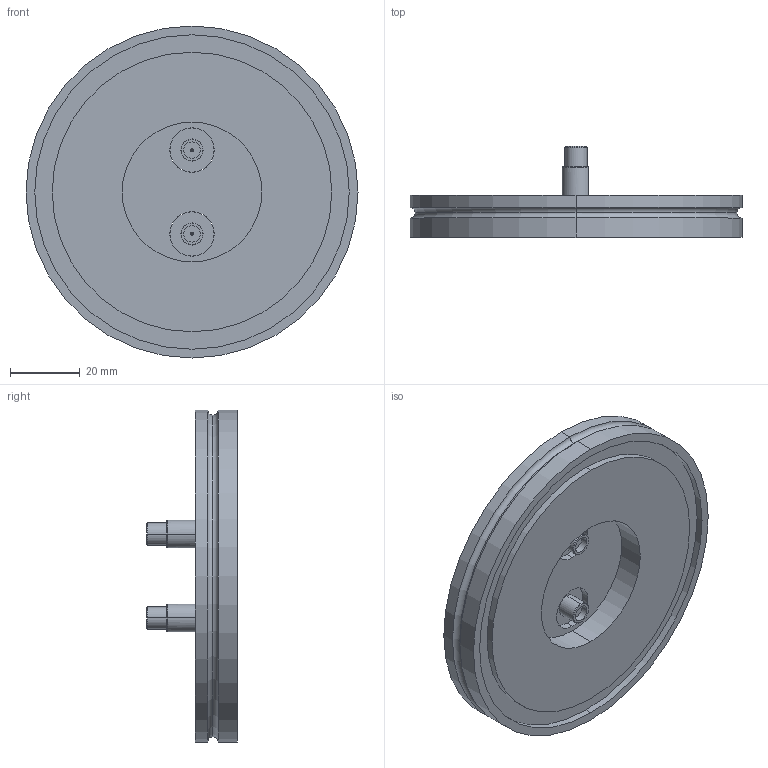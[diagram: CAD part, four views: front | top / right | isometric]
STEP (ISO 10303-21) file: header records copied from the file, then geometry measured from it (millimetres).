
FILE_DESCRIPTION (( 'STEP AP214' ), '1' );
FILE_NAME ('242-SMAD18G-ISO63-2.STEP', '2021-02-02T11:38:50', ( '' ), ( '' ), 'SwSTEP 2.0', 'SolidWorks 2017', '' );
FILE_SCHEMA (( 'AUTOMOTIVE_DESIGN' ));
Length unit declared in the file: millimetre
Products named in the file (3): 242-SMAD18G-W; 242-SMAD18G-ISO63-2; 9242-SMAD18G_2-ISO63_DN063 ISO-K
Assembly tree (3 placements, depth 2):
  242-SMAD18G-ISO63-2
    9242-SMAD18G_2-ISO63_DN063 ISO-K
    242-SMAD18G-W  x2
Bounding box: 95 x 26 x 95 mm (x, y, z)
Volume: 67591.1 mm3; surface area: 23719.1 mm2
Topology: 5 solids, 5 shells, 113 faces, 234 edges, 152 vertices
Faces by surface type: cylinder 62, plane 35, cone 12, torus 4
Entity records: 2066 total; most frequent: DIRECTION 395, CARTESIAN_POINT 325, ORIENTED_EDGE 294, AXIS2_PLACEMENT_3D 173, EDGE_CURVE 147, CIRCLE 96, VERTEX_POINT 95, EDGE_LOOP 90
